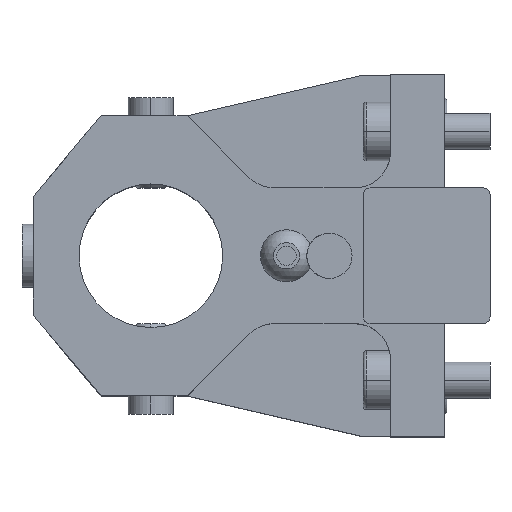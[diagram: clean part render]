
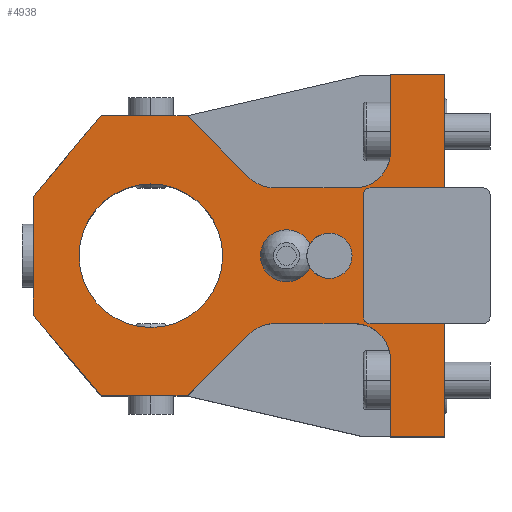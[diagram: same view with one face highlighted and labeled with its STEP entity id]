
A CAD part, top view. The second image highlights one B-rep face of the part: STEP entity #4938.
In plain terms, the highlighted planar face has unit normal (0, 0, 1).
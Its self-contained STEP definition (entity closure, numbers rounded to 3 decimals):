
#1=DIRECTION('',(-1.,0.,0.));
#2=VECTOR('',#1,16.5);
#3=CARTESIAN_POINT('',(0.,-15.,31.));
#4=LINE('',#3,#2);
#5=DIRECTION('',(0.,-1.,0.));
#6=VECTOR('',#5,25.);
#7=CARTESIAN_POINT('',(0.,-15.,31.));
#8=LINE('',#7,#6);
#9=DIRECTION('',(-1.,0.,0.));
#10=VECTOR('',#9,12.);
#11=CARTESIAN_POINT('',(0.,-40.,31.));
#12=LINE('',#11,#10);
#13=DIRECTION('',(0.,1.,0.));
#14=VECTOR('',#13,17.);
#15=CARTESIAN_POINT('',(-12.,-40.,31.));
#16=LINE('',#15,#14);
#17=CARTESIAN_POINT('',(-20.,-23.,31.));
#18=DIRECTION('',(0.,0.,1.));
#19=DIRECTION('',(1.,0.,0.));
#20=AXIS2_PLACEMENT_3D('',#17,#18,#19);
#22=DIRECTION('',(-1.,0.,0.));
#23=VECTOR('',#22,17.67);
#24=CARTESIAN_POINT('',(-20.,-15.,31.));
#25=LINE('',#24,#23);
#26=CARTESIAN_POINT('',(-37.67,-23.,31.));
#27=DIRECTION('',(0.,0.,1.));
#28=DIRECTION('',(0.,1.,0.));
#29=AXIS2_PLACEMENT_3D('',#26,#27,#28);
#31=DIRECTION('',(-0.707,-0.707,0.));
#32=VECTOR('',#31,19.314);
#33=CARTESIAN_POINT('',(-43.326,-17.343,31.));
#34=LINE('',#33,#32);
#35=DIRECTION('',(-1.,0.,0.));
#36=VECTOR('',#35,19.017);
#37=CARTESIAN_POINT('',(-56.983,-31.,31.));
#38=LINE('',#37,#36);
#39=DIRECTION('',(-0.643,0.766,0.));
#40=VECTOR('',#39,23.336);
#41=CARTESIAN_POINT('',(-76.,-31.,31.));
#42=LINE('',#41,#40);
#43=DIRECTION('',(0.,1.,0.));
#44=VECTOR('',#43,26.247);
#45=CARTESIAN_POINT('',(-91.,-13.124,31.));
#46=LINE('',#45,#44);
#47=DIRECTION('',(0.643,0.766,0.));
#48=VECTOR('',#47,23.336);
#49=CARTESIAN_POINT('',(-91.,13.124,31.));
#50=LINE('',#49,#48);
#51=DIRECTION('',(1.,0.,0.));
#52=VECTOR('',#51,19.017);
#53=CARTESIAN_POINT('',(-76.,31.,31.));
#54=LINE('',#53,#52);
#55=DIRECTION('',(0.707,-0.707,0.));
#56=VECTOR('',#55,19.314);
#57=CARTESIAN_POINT('',(-56.983,31.,31.));
#58=LINE('',#57,#56);
#59=CARTESIAN_POINT('',(-37.67,23.,31.));
#60=DIRECTION('',(0.,0.,1.));
#61=DIRECTION('',(-0.707,-0.707,0.));
#62=AXIS2_PLACEMENT_3D('',#59,#60,#61);
#64=DIRECTION('',(1.,0.,0.));
#65=VECTOR('',#64,17.67);
#66=CARTESIAN_POINT('',(-37.67,15.,31.));
#67=LINE('',#66,#65);
#68=CARTESIAN_POINT('',(-20.,23.,31.));
#69=DIRECTION('',(0.,0.,1.));
#70=DIRECTION('',(0.,-1.,0.));
#71=AXIS2_PLACEMENT_3D('',#68,#69,#70);
#73=DIRECTION('',(0.,-1.,0.));
#74=VECTOR('',#73,17.);
#75=CARTESIAN_POINT('',(-12.,40.,31.));
#76=LINE('',#75,#74);
#77=DIRECTION('',(1.,0.,0.));
#78=VECTOR('',#77,12.);
#79=CARTESIAN_POINT('',(-12.,40.,31.));
#80=LINE('',#79,#78);
#81=DIRECTION('',(0.,-1.,0.));
#82=VECTOR('',#81,25.);
#83=CARTESIAN_POINT('',(0.,40.,31.));
#84=LINE('',#83,#82);
#85=DIRECTION('',(-1.,0.,0.));
#86=VECTOR('',#85,16.5);
#87=CARTESIAN_POINT('',(0.,15.,31.));
#88=LINE('',#87,#86);
#89=CARTESIAN_POINT('',(-16.5,13.5,31.));
#90=DIRECTION('',(0.,0.,1.));
#91=DIRECTION('',(0.,1.,0.));
#92=AXIS2_PLACEMENT_3D('',#89,#90,#91);
#94=DIRECTION('',(0.,-1.,0.));
#95=VECTOR('',#94,27.);
#96=CARTESIAN_POINT('',(-18.,13.5,31.));
#97=LINE('',#96,#95);
#98=CARTESIAN_POINT('',(-16.5,-13.5,31.));
#99=DIRECTION('',(0.,0.,1.));
#100=DIRECTION('',(-1.,0.,0.));
#101=AXIS2_PLACEMENT_3D('',#98,#99,#100);
#103=CARTESIAN_POINT('',(-65.,0.,31.));
#104=DIRECTION('',(0.,0.,-1.));
#105=DIRECTION('',(0.,-1.,0.));
#106=AXIS2_PLACEMENT_3D('',#103,#104,#105);
#108=CARTESIAN_POINT('',(-65.,0.,31.));
#109=DIRECTION('',(0.,0.,-1.));
#110=DIRECTION('',(0.,1.,0.));
#111=AXIS2_PLACEMENT_3D('',#108,#109,#110);
#113=CARTESIAN_POINT('',(-35.,0.,31.));
#114=DIRECTION('',(0.,0.,-1.));
#115=DIRECTION('',(0.,-1.,0.));
#116=AXIS2_PLACEMENT_3D('',#113,#114,#115);
#118=CARTESIAN_POINT('',(-35.,0.,31.));
#119=DIRECTION('',(0.,0.,-1.));
#120=DIRECTION('',(0.,1.,0.));
#121=AXIS2_PLACEMENT_3D('',#118,#119,#120);
#123=CARTESIAN_POINT('',(-25.5,0.,31.));
#124=DIRECTION('',(0.,0.,-1.));
#125=DIRECTION('',(0.,-1.,0.));
#126=AXIS2_PLACEMENT_3D('',#123,#124,#125);
#128=CARTESIAN_POINT('',(-25.5,0.,31.));
#129=DIRECTION('',(0.,0.,-1.));
#130=DIRECTION('',(0.,1.,0.));
#131=AXIS2_PLACEMENT_3D('',#128,#129,#130);
#4075=CARTESIAN_POINT('',(-76.,-31.,31.));
#4076=CARTESIAN_POINT('',(-91.,-13.124,31.));
#4077=VERTEX_POINT('',#4075);
#4078=VERTEX_POINT('',#4076);
#4079=CARTESIAN_POINT('',(-91.,13.124,31.));
#4080=VERTEX_POINT('',#4079);
#4081=CARTESIAN_POINT('',(-76.,31.,31.));
#4082=VERTEX_POINT('',#4081);
#4091=CARTESIAN_POINT('',(0.,40.,31.));
#4093=VERTEX_POINT('',#4091);
#4095=CARTESIAN_POINT('',(0.,-40.,31.));
#4097=VERTEX_POINT('',#4095);
#4107=CARTESIAN_POINT('',(-65.,-15.875,31.));
#4108=CARTESIAN_POINT('',(-65.,15.875,31.));
#4109=VERTEX_POINT('',#4107);
#4110=VERTEX_POINT('',#4108);
#4123=CARTESIAN_POINT('',(-37.67,15.,31.));
#4124=CARTESIAN_POINT('',(-20.,15.,31.));
#4125=VERTEX_POINT('',#4123);
#4126=VERTEX_POINT('',#4124);
#4127=CARTESIAN_POINT('',(-12.,23.,31.));
#4128=VERTEX_POINT('',#4127);
#4129=CARTESIAN_POINT('',(-12.,40.,31.));
#4130=VERTEX_POINT('',#4129);
#4131=CARTESIAN_POINT('',(-56.983,31.,31.));
#4132=CARTESIAN_POINT('',(-43.326,17.343,31.));
#4133=VERTEX_POINT('',#4131);
#4134=VERTEX_POINT('',#4132);
#4149=CARTESIAN_POINT('',(-37.67,-15.,31.));
#4150=CARTESIAN_POINT('',(-43.326,-17.343,31.));
#4151=VERTEX_POINT('',#4149);
#4152=VERTEX_POINT('',#4150);
#4153=CARTESIAN_POINT('',(-56.983,-31.,31.));
#4154=VERTEX_POINT('',#4153);
#4155=CARTESIAN_POINT('',(-12.,-40.,31.));
#4156=CARTESIAN_POINT('',(-12.,-23.,31.));
#4157=VERTEX_POINT('',#4155);
#4158=VERTEX_POINT('',#4156);
#4159=CARTESIAN_POINT('',(-20.,-15.,31.));
#4160=VERTEX_POINT('',#4159);
#4407=CARTESIAN_POINT('',(-35.,-5.754,31.));
#4408=CARTESIAN_POINT('',(-35.,5.754,31.));
#4409=VERTEX_POINT('',#4407);
#4410=VERTEX_POINT('',#4408);
#4437=CARTESIAN_POINT('',(-25.5,-2.8,31.));
#4438=CARTESIAN_POINT('',(-25.5,2.8,31.));
#4439=VERTEX_POINT('',#4437);
#4440=VERTEX_POINT('',#4438);
#4483=CARTESIAN_POINT('',(0.,-15.,31.));
#4484=CARTESIAN_POINT('',(-16.5,-15.,31.));
#4485=VERTEX_POINT('',#4483);
#4486=VERTEX_POINT('',#4484);
#4487=CARTESIAN_POINT('',(0.,15.,31.));
#4488=CARTESIAN_POINT('',(-16.5,15.,31.));
#4489=VERTEX_POINT('',#4487);
#4490=VERTEX_POINT('',#4488);
#4491=CARTESIAN_POINT('',(-18.,13.5,31.));
#4492=CARTESIAN_POINT('',(-18.,-13.5,31.));
#4493=VERTEX_POINT('',#4491);
#4494=VERTEX_POINT('',#4492);
#4865=CARTESIAN_POINT('',(0.,0.,31.));
#4866=DIRECTION('',(0.,0.,-1.));
#4867=DIRECTION('',(0.,-1.,0.));
#4868=AXIS2_PLACEMENT_3D('',#4865,#4866,#4867);
#4869=PLANE('',#4868);
#4871=ORIENTED_EDGE('',*,*,#4870,.F.);
#4873=ORIENTED_EDGE('',*,*,#4872,.T.);
#4875=ORIENTED_EDGE('',*,*,#4874,.T.);
#4877=ORIENTED_EDGE('',*,*,#4876,.T.);
#4879=ORIENTED_EDGE('',*,*,#4878,.T.);
#4881=ORIENTED_EDGE('',*,*,#4880,.T.);
#4883=ORIENTED_EDGE('',*,*,#4882,.T.);
#4885=ORIENTED_EDGE('',*,*,#4884,.T.);
#4887=ORIENTED_EDGE('',*,*,#4886,.T.);
#4889=ORIENTED_EDGE('',*,*,#4888,.T.);
#4891=ORIENTED_EDGE('',*,*,#4890,.T.);
#4893=ORIENTED_EDGE('',*,*,#4892,.T.);
#4895=ORIENTED_EDGE('',*,*,#4894,.T.);
#4897=ORIENTED_EDGE('',*,*,#4896,.T.);
#4899=ORIENTED_EDGE('',*,*,#4898,.T.);
#4901=ORIENTED_EDGE('',*,*,#4900,.T.);
#4903=ORIENTED_EDGE('',*,*,#4902,.T.);
#4905=ORIENTED_EDGE('',*,*,#4904,.F.);
#4907=ORIENTED_EDGE('',*,*,#4906,.T.);
#4909=ORIENTED_EDGE('',*,*,#4908,.T.);
#4911=ORIENTED_EDGE('',*,*,#4910,.T.);
#4913=ORIENTED_EDGE('',*,*,#4912,.T.);
#4915=ORIENTED_EDGE('',*,*,#4914,.T.);
#4917=ORIENTED_EDGE('',*,*,#4916,.T.);
#4918=EDGE_LOOP('',(#4871,#4873,#4875,#4877,#4879,#4881,#4883,#4885,#4887,#4889,
#4891,#4893,#4895,#4897,#4899,#4901,#4903,#4905,#4907,#4909,#4911,#4913,#4915,
#4917));
#4919=FACE_OUTER_BOUND('',#4918,.F.);
#4921=ORIENTED_EDGE('',*,*,#4920,.F.);
#4923=ORIENTED_EDGE('',*,*,#4922,.F.);
#4924=EDGE_LOOP('',(#4921,#4923));
#4925=FACE_BOUND('',#4924,.F.);
#4927=ORIENTED_EDGE('',*,*,#4926,.F.);
#4929=ORIENTED_EDGE('',*,*,#4928,.F.);
#4930=EDGE_LOOP('',(#4927,#4929));
#4931=FACE_BOUND('',#4930,.F.);
#4933=ORIENTED_EDGE('',*,*,#4932,.F.);
#4935=ORIENTED_EDGE('',*,*,#4934,.F.);
#4936=EDGE_LOOP('',(#4933,#4935));
#4937=FACE_BOUND('',#4936,.F.);
#4938=ADVANCED_FACE('',(#4919,#4925,#4931,#4937),#4869,.F.);
#21=CIRCLE('',#20,8.);
#30=CIRCLE('',#29,8.);
#63=CIRCLE('',#62,8.);
#72=CIRCLE('',#71,8.);
#93=CIRCLE('',#92,1.5);
#102=CIRCLE('',#101,1.5);
#107=CIRCLE('',#106,15.875);
#112=CIRCLE('',#111,15.875);
#117=CIRCLE('',#116,5.754);
#122=CIRCLE('',#121,5.754);
#127=CIRCLE('',#126,2.8);
#132=CIRCLE('',#131,2.8);
#4870=EDGE_CURVE('',#4485,#4486,#4,.T.);
#4872=EDGE_CURVE('',#4485,#4097,#8,.T.);
#4874=EDGE_CURVE('',#4097,#4157,#12,.T.);
#4876=EDGE_CURVE('',#4157,#4158,#16,.T.);
#4878=EDGE_CURVE('',#4158,#4160,#21,.T.);
#4880=EDGE_CURVE('',#4160,#4151,#25,.T.);
#4882=EDGE_CURVE('',#4151,#4152,#30,.T.);
#4884=EDGE_CURVE('',#4152,#4154,#34,.T.);
#4886=EDGE_CURVE('',#4154,#4077,#38,.T.);
#4888=EDGE_CURVE('',#4077,#4078,#42,.T.);
#4890=EDGE_CURVE('',#4078,#4080,#46,.T.);
#4892=EDGE_CURVE('',#4080,#4082,#50,.T.);
#4894=EDGE_CURVE('',#4082,#4133,#54,.T.);
#4896=EDGE_CURVE('',#4133,#4134,#58,.T.);
#4898=EDGE_CURVE('',#4134,#4125,#63,.T.);
#4900=EDGE_CURVE('',#4125,#4126,#67,.T.);
#4902=EDGE_CURVE('',#4126,#4128,#72,.T.);
#4904=EDGE_CURVE('',#4130,#4128,#76,.T.);
#4906=EDGE_CURVE('',#4130,#4093,#80,.T.);
#4908=EDGE_CURVE('',#4093,#4489,#84,.T.);
#4910=EDGE_CURVE('',#4489,#4490,#88,.T.);
#4912=EDGE_CURVE('',#4490,#4493,#93,.T.);
#4914=EDGE_CURVE('',#4493,#4494,#97,.T.);
#4916=EDGE_CURVE('',#4494,#4486,#102,.T.);
#4920=EDGE_CURVE('',#4109,#4110,#107,.T.);
#4922=EDGE_CURVE('',#4110,#4109,#112,.T.);
#4926=EDGE_CURVE('',#4409,#4410,#117,.T.);
#4928=EDGE_CURVE('',#4410,#4409,#122,.T.);
#4932=EDGE_CURVE('',#4439,#4440,#127,.T.);
#4934=EDGE_CURVE('',#4440,#4439,#132,.T.);
